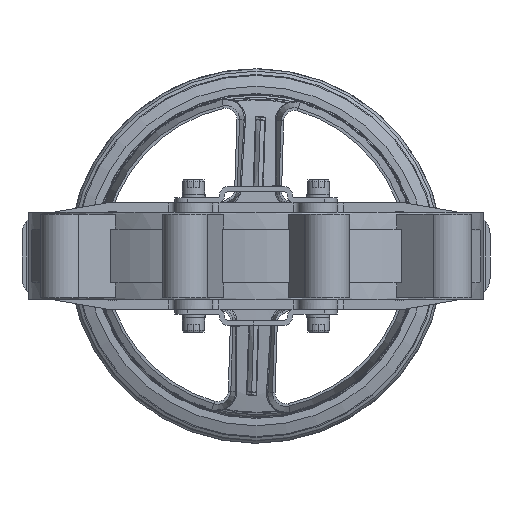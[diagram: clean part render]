
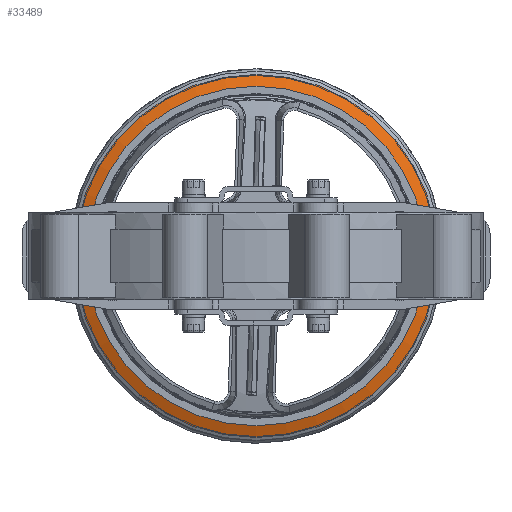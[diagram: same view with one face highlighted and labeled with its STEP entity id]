
A CAD part, front view. The second image highlights one B-rep face of the part: STEP entity #33489.
In plain terms, the highlighted conical face has half-angle 70 degrees and reference radius 145.394 mm.
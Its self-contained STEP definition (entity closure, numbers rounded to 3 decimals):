
#8371=CONICAL_SURFACE('',#35551,145.394,1.222);
#8777=FACE_BOUND('',#12232,.T.);
#10019=FACE_OUTER_BOUND('',#12231,.T.);
#12231=EDGE_LOOP('',(#28003));
#12232=EDGE_LOOP('',(#28004));
#13372=CIRCLE('',#35018,145.394);
#13701=CIRCLE('',#35552,136.);
#16017=VERTEX_POINT('',#60339);
#16587=VERTEX_POINT('',#62479);
#20058=EDGE_CURVE('',#16017,#16017,#13372,.T.);
#20632=EDGE_CURVE('',#16587,#16587,#13701,.T.);
#28003=ORIENTED_EDGE('',*,*,#20632,.F.);
#28004=ORIENTED_EDGE('',*,*,#20058,.T.);
#33489=ADVANCED_FACE('',(#10019,#8777),#8371,.T.);
#35018=AXIS2_PLACEMENT_3D('',#60340,#39591,#39592);
#35551=AXIS2_PLACEMENT_3D('',#62478,#40755,#40756);
#35552=AXIS2_PLACEMENT_3D('',#62480,#40757,#40758);
#39591=DIRECTION('center_axis',(0.,-1.,0.));
#39592=DIRECTION('ref_axis',(-0.032,0.,
-0.999));
#40755=DIRECTION('center_axis',(0.,1.,0.));
#40756=DIRECTION('ref_axis',(-1.,0.,0.));
#40757=DIRECTION('center_axis',(0.,-1.,0.));
#40758=DIRECTION('ref_axis',(-1.,0.,0.));
#60339=CARTESIAN_POINT('',(-145.394,744.824,0.));
#60340=CARTESIAN_POINT('Origin',(0.,744.824,
0.));
#62478=CARTESIAN_POINT('Origin',(0.,744.824,
0.));
#62479=CARTESIAN_POINT('',(-136.,741.404,0.));
#62480=CARTESIAN_POINT('Origin',(0.,741.404,
0.));
